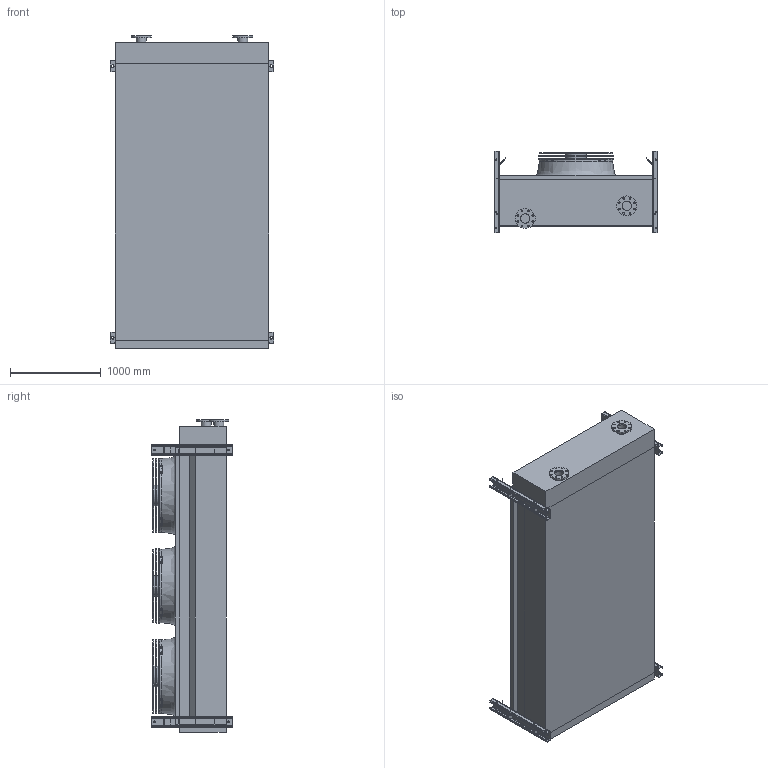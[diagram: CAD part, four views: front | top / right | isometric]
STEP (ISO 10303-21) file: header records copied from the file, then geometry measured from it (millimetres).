
FILE_DESCRIPTION (( 'STEP AP203' ), '1' );
FILE_NAME ('BOM_03C_V_SS.STEP', '2017-03-30T07:22:05', ( 'Alfa Laval' ), ( 'Alfa Laval' ), 'SwSTEP 2.0', 'SolidWorks 2016', '' );
FILE_SCHEMA (( 'CONFIG_CONTROL_DESIGN' ));
Length unit declared in the file: millimetre
Products named in the file (4): BO_HV_LIGHT_BOCF_42T_C_3M_SS; BOFE_HV_LIGHT_BOM3C; BOFA_LIGHT_�800; BOM_03C_V_SS
Assembly tree (5 placements, depth 2):
  BOM_03C_V_SS
    BO_HV_LIGHT_BOCF_42T_C_3M_SS
    BOFE_HV_LIGHT_BOM3C
    BOFA_LIGHT_�800  x3
Bounding box: 1806 x 893 x 3450 mm (x, y, z)
Volume: 3423116825.9 mm3; surface area: 28315859.1 mm2
Topology: 64 solids, 67 shells, 880 faces, 2151 edges, 1427 vertices
Faces by surface type: plane 406, cylinder 294, torus 159, cone 18, bspline 3
Full cylindrical faces by diameter (mm): 14 x24, 18 x16, 20 x8, 28 x12, 103 x2, 108 x2, 220 x2, 228 x3, 236 x3, 262.56 x3, 276 x3, 308 x3, 328 x3, 405 x3, 425 x3, 502 x3, 522 x3, 599 x3, 619 x3, 696 x3, 716 x3, 793 x3, 812 x3
Entity records: 18431 total; most frequent: CARTESIAN_POINT 5270, DIRECTION 2709, ORIENTED_EDGE 2404, EDGE_CURVE 1202, AXIS2_PLACEMENT_3D 1038, VERTEX_POINT 846, EDGE_LOOP 788, LINE 633
